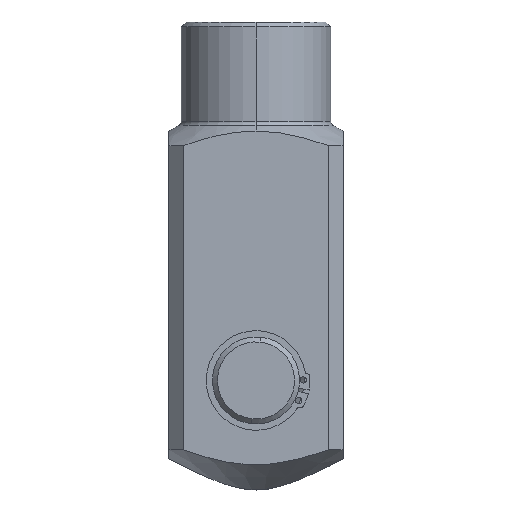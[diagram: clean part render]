
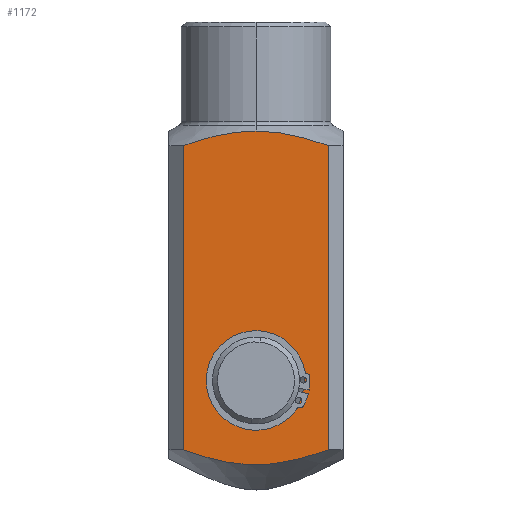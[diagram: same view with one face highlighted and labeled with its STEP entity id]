
A CAD part, left-side view. The second image highlights one B-rep face of the part: STEP entity #1172.
In plain terms, the highlighted planar face has unit normal (-1, 0, 0).
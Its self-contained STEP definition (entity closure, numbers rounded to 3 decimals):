
#11 = VERTEX_POINT ( 'NONE', #64 ) ;
#44 = VERTEX_POINT ( 'NONE', #176 ) ;
#64 = CARTESIAN_POINT ( 'NONE',  ( -35., -29., 138.346 ) ) ;
#85 = VERTEX_POINT ( 'NONE', #161 ) ;
#107 = CARTESIAN_POINT ( 'NONE',  ( -35., 29., 138.346 ) ) ;
#115 = VERTEX_POINT ( 'NONE', #107 ) ;
#133 = VERTEX_POINT ( 'NONE', #1108 ) ;
#161 = CARTESIAN_POINT ( 'NONE',  ( -35., -29., 16.139 ) ) ;
#173 = VERTEX_POINT ( 'NONE', #1205 ) ;
#176 = CARTESIAN_POINT ( 'NONE',  ( -35., 0., 63.5 ) ) ;
#187 = VERTEX_POINT ( 'NONE', #1201 ) ;
#223 = EDGE_LOOP ( 'NONE', ( #387, #392 ) ) ;
#272 = EDGE_LOOP ( 'NONE', ( #401, #402, #474, #603, #451 ) ) ;
#387 = ORIENTED_EDGE ( 'NONE', *, *, #2590, .T. ) ;
#392 = ORIENTED_EDGE ( 'NONE', *, *, #1448, .T. ) ;
#401 = ORIENTED_EDGE ( 'NONE', *, *, #1464, .T. ) ;
#402 = ORIENTED_EDGE ( 'NONE', *, *, #1449, .T. ) ;
#451 = ORIENTED_EDGE ( 'NONE', *, *, #2592, .T. ) ;
#474 = ORIENTED_EDGE ( 'NONE', *, *, #1445, .F. ) ;
#603 = ORIENTED_EDGE ( 'NONE', *, *, #2557, .F. ) ;
#772 = FACE_OUTER_BOUND ( 'NONE', #272, .T. ) ;
#774 = FACE_BOUND ( 'NONE', #223, .T. ) ;
#837 = VECTOR ( 'NONE', #1832, 1000. ) ;
#845 = LINE ( 'NONE', #1825, #837 ) ;
#846 = CIRCLE ( 'NONE', #1277, 19.5 ) ;
#933 = LINE ( 'NONE', #2122, #934 ) ;
#934 = VECTOR ( 'NONE', #2123, 1000. ) ;
#935 = CIRCLE ( 'NONE', #1304, 19.5 ) ;
#1108 = CARTESIAN_POINT ( 'NONE',  ( -35., 0., 24.5 ) ) ;
#1172 = ADVANCED_FACE ( 'NONE', ( #774, #772 ), #1668, .T. ) ;
#1201 = CARTESIAN_POINT ( 'NONE',  ( -35., 0., 144.2 ) ) ;
#1205 = CARTESIAN_POINT ( 'NONE',  ( -35., 29., 16.139 ) ) ;
#1246 = AXIS2_PLACEMENT_3D ( 'NONE', #1662, #1669, #1670 ) ;
#1277 = AXIS2_PLACEMENT_3D ( 'NONE', #1828, #1829, #1830 ) ;
#1304 = AXIS2_PLACEMENT_3D ( 'NONE', #2103, #2105, #2106 ) ;
#1445 = EDGE_CURVE ( 'NONE', #187, #11, #2522, .T. ) ;
#1448 = EDGE_CURVE ( 'NONE', #133, #44, #846, .T. ) ;
#1449 = EDGE_CURVE ( 'NONE', #85, #11, #845, .T. ) ;
#1464 = EDGE_CURVE ( 'NONE', #173, #85, #2526, .T. ) ;
#1662 = CARTESIAN_POINT ( 'NONE',  ( -35., 35., -74. ) ) ;
#1668 = PLANE ( 'NONE',  #1246 ) ;
#1669 = DIRECTION ( 'NONE',  ( -1., 0., 0. ) ) ;
#1670 = DIRECTION ( 'NONE',  ( 0., 0., 1. ) ) ;
#1801 = CARTESIAN_POINT ( 'NONE',  ( -35., 0., 144.2 ) ) ;
#1812 = CARTESIAN_POINT ( 'NONE',  ( -35., -2.499, 144.2 ) ) ;
#1813 = CARTESIAN_POINT ( 'NONE',  ( -35., -4.973, 144.049 ) ) ;
#1814 = CARTESIAN_POINT ( 'NONE',  ( -35., -9.876, 143.479 ) ) ;
#1815 = CARTESIAN_POINT ( 'NONE',  ( -35., -12.305, 143.061 ) ) ;
#1816 = CARTESIAN_POINT ( 'NONE',  ( -35., -17.128, 142.014 ) ) ;
#1817 = CARTESIAN_POINT ( 'NONE',  ( -35., -19.522, 141.386 ) ) ;
#1818 = CARTESIAN_POINT ( 'NONE',  ( -35., -24.283, 139.972 ) ) ;
#1819 = CARTESIAN_POINT ( 'NONE',  ( -35., -26.654, 139.184 ) ) ;
#1820 = CARTESIAN_POINT ( 'NONE',  ( -35., -29., 138.346 ) ) ;
#1825 = CARTESIAN_POINT ( 'NONE',  ( -35., -29., -74. ) ) ;
#1828 = CARTESIAN_POINT ( 'NONE',  ( -35., 0., 44. ) ) ;
#1829 = DIRECTION ( 'NONE',  ( 1., 0., 0. ) ) ;
#1830 = DIRECTION ( 'NONE',  ( 0., 0., 1. ) ) ;
#1832 = DIRECTION ( 'NONE',  ( 0., 0., 1. ) ) ;
#1871 = CARTESIAN_POINT ( 'NONE',  ( -35., 29., 16.139 ) ) ;
#1873 = CARTESIAN_POINT ( 'NONE',  ( -35., 27.835, 15.71 ) ) ;
#1874 = CARTESIAN_POINT ( 'NONE',  ( -35., 26.664, 15.294 ) ) ;
#1875 = CARTESIAN_POINT ( 'NONE',  ( -35., 24.307, 14.493 ) ) ;
#1876 = CARTESIAN_POINT ( 'NONE',  ( -35., 23.124, 14.109 ) ) ;
#1877 = CARTESIAN_POINT ( 'NONE',  ( -35., 19.566, 13.018 ) ) ;
#1878 = CARTESIAN_POINT ( 'NONE',  ( -35., 17.182, 12.371 ) ) ;
#1879 = CARTESIAN_POINT ( 'NONE',  ( -35., 12.379, 11.292 ) ) ;
#1880 = CARTESIAN_POINT ( 'NONE',  ( -35., 9.96, 10.861 ) ) ;
#1881 = CARTESIAN_POINT ( 'NONE',  ( -35., 5.079, 10.269 ) ) ;
#1882 = CARTESIAN_POINT ( 'NONE',  ( -35., 2.616, 10.109 ) ) ;
#1883 = CARTESIAN_POINT ( 'NONE',  ( -35., -1.114, 10.101 ) ) ;
#1884 = CARTESIAN_POINT ( 'NONE',  ( -35., -2.366, 10.137 ) ) ;
#1885 = CARTESIAN_POINT ( 'NONE',  ( -35., -4.874, 10.286 ) ) ;
#1886 = CARTESIAN_POINT ( 'NONE',  ( -35., -6.12, 10.398 ) ) ;
#1887 = CARTESIAN_POINT ( 'NONE',  ( -35., -9.835, 10.84 ) ) ;
#1888 = CARTESIAN_POINT ( 'NONE',  ( -35., -12.282, 11.273 ) ) ;
#1889 = CARTESIAN_POINT ( 'NONE',  ( -35., -17.127, 12.356 ) ) ;
#1890 = CARTESIAN_POINT ( 'NONE',  ( -35., -19.526, 13.006 ) ) ;
#1891 = CARTESIAN_POINT ( 'NONE',  ( -35., -23.098, 14.1 ) ) ;
#1892 = CARTESIAN_POINT ( 'NONE',  ( -35., -24.284, 14.485 ) ) ;
#1893 = CARTESIAN_POINT ( 'NONE',  ( -35., -26.65, 15.289 ) ) ;
#1894 = CARTESIAN_POINT ( 'NONE',  ( -35., -27.828, 15.707 ) ) ;
#1895 = CARTESIAN_POINT ( 'NONE',  ( -35., -29., 16.139 ) ) ;
#1948 = CARTESIAN_POINT ( 'NONE',  ( -35., 26.658, 139.183 ) ) ;
#1949 = CARTESIAN_POINT ( 'NONE',  ( -35., 29., 138.346 ) ) ;
#1952 = CARTESIAN_POINT ( 'NONE',  ( -35., 24.304, 139.965 ) ) ;
#1953 = CARTESIAN_POINT ( 'NONE',  ( -35., 19.562, 141.375 ) ) ;
#1954 = CARTESIAN_POINT ( 'NONE',  ( -35., 17.175, 142.003 ) ) ;
#1955 = CARTESIAN_POINT ( 'NONE',  ( -35., 12.354, 143.052 ) ) ;
#1956 = CARTESIAN_POINT ( 'NONE',  ( -35., 9.921, 143.472 ) ) ;
#1957 = CARTESIAN_POINT ( 'NONE',  ( -35., 6.229, 143.903 ) ) ;
#1958 = CARTESIAN_POINT ( 'NONE',  ( -35., 4.99, 144.014 ) ) ;
#1959 = CARTESIAN_POINT ( 'NONE',  ( -35., 3.121, 144.125 ) ) ;
#1960 = CARTESIAN_POINT ( 'NONE',  ( -35., 2.495, 144.153 ) ) ;
#1961 = CARTESIAN_POINT ( 'NONE',  ( -35., 1.245, 144.191 ) ) ;
#1962 = CARTESIAN_POINT ( 'NONE',  ( -35., 0.622, 144.2 ) ) ;
#1963 = CARTESIAN_POINT ( 'NONE',  ( -35., 0., 144.2 ) ) ;
#2103 = CARTESIAN_POINT ( 'NONE',  ( -35., 0., 44. ) ) ;
#2105 = DIRECTION ( 'NONE',  ( 1., 0., 0. ) ) ;
#2106 = DIRECTION ( 'NONE',  ( 0., 0., 1. ) ) ;
#2122 = CARTESIAN_POINT ( 'NONE',  ( -35., 29., -74. ) ) ;
#2123 = DIRECTION ( 'NONE',  ( 0., 0., -1. ) ) ;
#2522 = B_SPLINE_CURVE_WITH_KNOTS ( 'NONE', 3,
 ( #1801, #1812, #1813, #1814, #1815, #1816, #1817, #1818, #1819, #1820 ),
 .UNSPECIFIED., .F., .F.,
 ( 4, 2, 2, 2, 4 ),
 ( 0.149, 0.156, 0.163, 0.171, 0.178 ),
 .UNSPECIFIED. ) ;
#2526 = B_SPLINE_CURVE_WITH_KNOTS ( 'NONE', 3,
 ( #1871, #1873, #1874, #1875, #1876, #1877, #1878, #1879, #1880, #1881, #1882, #1883, #1884, #1885, #1886, #1887, #1888, #1889, #1890, #1891, #1892, #1893, #1894, #1895 ),
 .UNSPECIFIED., .F., .F.,
 ( 4, 2, 2, 2, 2, 2, 2, 2, 2, 2, 2, 4 ),
 ( 0.097, 0.101, 0.105, 0.112, 0.12, 0.127, 0.131, 0.134, 0.142, 0.149, 0.153, 0.157 ),
 .UNSPECIFIED. ) ;
#2533 = B_SPLINE_CURVE_WITH_KNOTS ( 'NONE', 3,
 ( #1949, #1948, #1952, #1953, #1954, #1955, #1956, #1957, #1958, #1959, #1960, #1961, #1962, #1963 ),
 .UNSPECIFIED., .F., .F.,
 ( 4, 2, 2, 2, 2, 2, 4 ),
 ( 0.119, 0.126, 0.134, 0.141, 0.145, 0.147, 0.149 ),
 .UNSPECIFIED. ) ;
#2557 = EDGE_CURVE ( 'NONE', #115, #187, #2533, .T. ) ;
#2590 = EDGE_CURVE ( 'NONE', #44, #133, #935, .T. ) ;
#2592 = EDGE_CURVE ( 'NONE', #115, #173, #933, .T. ) ;
